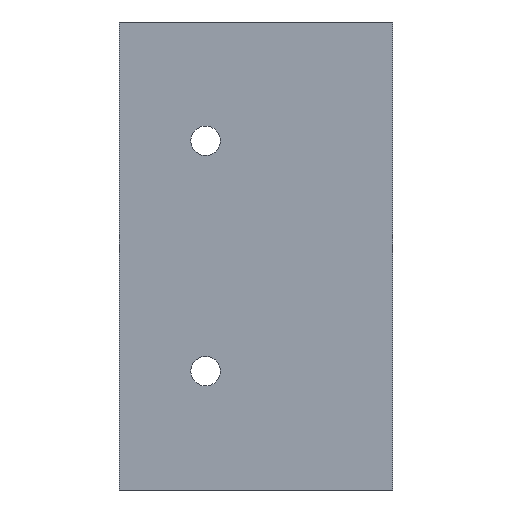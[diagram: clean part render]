
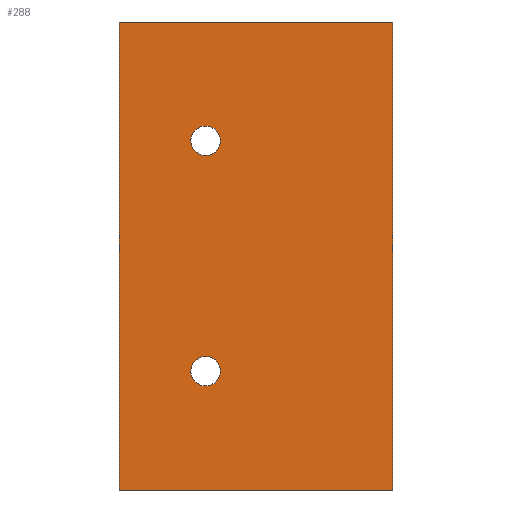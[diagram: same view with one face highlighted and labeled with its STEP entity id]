
A CAD part, front view. The second image highlights one B-rep face of the part: STEP entity #288.
In plain terms, the highlighted planar face has unit normal (0, -1, 0).
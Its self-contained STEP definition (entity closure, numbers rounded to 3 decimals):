
#2 = DIRECTION ( 'NONE',  ( 0., 0., -1. ) ) ;
#15 = EDGE_LOOP ( 'NONE', ( #999, #361 ) ) ;
#47 = VERTEX_POINT ( 'NONE', #605 ) ;
#90 = CARTESIAN_POINT ( 'NONE',  ( 6., -2., -21.225 ) ) ;
#94 = CIRCLE ( 'NONE', #937, 1.025 ) ;
#112 = VERTEX_POINT ( 'NONE', #821 ) ;
#155 = CARTESIAN_POINT ( 'NONE',  ( 0., -2., 2. ) ) ;
#157 = EDGE_CURVE ( 'NONE', #47, #875, #641, .T. ) ;
#165 = DIRECTION ( 'NONE',  ( 0., 0., -1. ) ) ;
#186 = VERTEX_POINT ( 'NONE', #555 ) ;
#187 = AXIS2_PLACEMENT_3D ( 'NONE', #745, #402, #986 ) ;
#194 = EDGE_CURVE ( 'NONE', #875, #47, #585, .T. ) ;
#232 = ORIENTED_EDGE ( 'NONE', *, *, #805, .T. ) ;
#234 = DIRECTION ( 'NONE',  ( 0., 0., 1. ) ) ;
#238 = CARTESIAN_POINT ( 'NONE',  ( 6., -2., -22.25 ) ) ;
#251 = CARTESIAN_POINT ( 'NONE',  ( 19., -2., 2. ) ) ;
#266 = ORIENTED_EDGE ( 'NONE', *, *, #346, .F. ) ;
#281 = AXIS2_PLACEMENT_3D ( 'NONE', #663, #1017, #234 ) ;
#284 = CARTESIAN_POINT ( 'NONE',  ( 17., -2., 2. ) ) ;
#288 = ADVANCED_FACE ( 'NONE', ( #673, #582, #996 ), #751, .F. ) ;
#302 = DIRECTION ( 'NONE',  ( 0., 0., 1. ) ) ;
#344 = CARTESIAN_POINT ( 'NONE',  ( 19., -2., 2. ) ) ;
#346 = EDGE_CURVE ( 'NONE', #944, #186, #1104, .T. ) ;
#355 = VERTEX_POINT ( 'NONE', #90 ) ;
#361 = ORIENTED_EDGE ( 'NONE', *, *, #157, .T. ) ;
#382 = DIRECTION ( 'NONE',  ( 0., 1., 0. ) ) ;
#388 = EDGE_LOOP ( 'NONE', ( #833, #572, #266, #232 ) ) ;
#398 = DIRECTION ( 'NONE',  ( 0., 0., 1. ) ) ;
#402 = DIRECTION ( 'NONE',  ( 0., 1., 0. ) ) ;
#404 = VECTOR ( 'NONE', #726, 1000. ) ;
#420 = LINE ( 'NONE', #831, #616 ) ;
#422 = EDGE_CURVE ( 'NONE', #992, #702, #683, .T. ) ;
#447 = EDGE_LOOP ( 'NONE', ( #776, #618 ) ) ;
#460 = CARTESIAN_POINT ( 'NONE',  ( 6., -2., -6.25 ) ) ;
#503 = CARTESIAN_POINT ( 'NONE',  ( 0., -2., -30.5 ) ) ;
#540 = VECTOR ( 'NONE', #2, 1000. ) ;
#552 = AXIS2_PLACEMENT_3D ( 'NONE', #908, #628, #398 ) ;
#555 = CARTESIAN_POINT ( 'NONE',  ( 19., -2., -30.5 ) ) ;
#572 = ORIENTED_EDGE ( 'NONE', *, *, #721, .F. ) ;
#581 = DIRECTION ( 'NONE',  ( 0., 1., 0. ) ) ;
#582 = FACE_BOUND ( 'NONE', #447, .T. ) ;
#585 = CIRCLE ( 'NONE', #552, 1.025 ) ;
#597 = CARTESIAN_POINT ( 'NONE',  ( 0., -2., 0. ) ) ;
#605 = CARTESIAN_POINT ( 'NONE',  ( 6., -2., -7.275 ) ) ;
#616 = VECTOR ( 'NONE', #1103, 1000. ) ;
#618 = ORIENTED_EDGE ( 'NONE', *, *, #756, .T. ) ;
#628 = DIRECTION ( 'NONE',  ( 0., 1., 0. ) ) ;
#638 = CARTESIAN_POINT ( 'NONE',  ( 6., -2., -5.225 ) ) ;
#641 = CIRCLE ( 'NONE', #840, 1.025 ) ;
#663 = CARTESIAN_POINT ( 'NONE',  ( 17., -2., 0. ) ) ;
#673 = FACE_BOUND ( 'NONE', #15, .T. ) ;
#683 = LINE ( 'NONE', #597, #540 ) ;
#702 = VERTEX_POINT ( 'NONE', #503 ) ;
#721 = EDGE_CURVE ( 'NONE', #186, #702, #420, .T. ) ;
#726 = DIRECTION ( 'NONE',  ( -1., 0., 0. ) ) ;
#742 = CIRCLE ( 'NONE', #187, 1.025 ) ;
#745 = CARTESIAN_POINT ( 'NONE',  ( 6., -2., -22.25 ) ) ;
#751 = PLANE ( 'NONE',  #281 ) ;
#756 = EDGE_CURVE ( 'NONE', #112, #355, #94, .T. ) ;
#776 = ORIENTED_EDGE ( 'NONE', *, *, #888, .T. ) ;
#795 = VECTOR ( 'NONE', #165, 1000. ) ;
#805 = EDGE_CURVE ( 'NONE', #944, #992, #1051, .T. ) ;
#821 = CARTESIAN_POINT ( 'NONE',  ( 6., -2., -23.275 ) ) ;
#825 = DIRECTION ( 'NONE',  ( 0., 0., 1. ) ) ;
#831 = CARTESIAN_POINT ( 'NONE',  ( 17., -2., -30.5 ) ) ;
#833 = ORIENTED_EDGE ( 'NONE', *, *, #422, .T. ) ;
#840 = AXIS2_PLACEMENT_3D ( 'NONE', #460, #382, #302 ) ;
#875 = VERTEX_POINT ( 'NONE', #638 ) ;
#888 = EDGE_CURVE ( 'NONE', #355, #112, #742, .T. ) ;
#908 = CARTESIAN_POINT ( 'NONE',  ( 6., -2., -6.25 ) ) ;
#937 = AXIS2_PLACEMENT_3D ( 'NONE', #238, #581, #825 ) ;
#944 = VERTEX_POINT ( 'NONE', #344 ) ;
#986 = DIRECTION ( 'NONE',  ( 0., 0., 1. ) ) ;
#992 = VERTEX_POINT ( 'NONE', #155 ) ;
#996 = FACE_OUTER_BOUND ( 'NONE', #388, .T. ) ;
#999 = ORIENTED_EDGE ( 'NONE', *, *, #194, .T. ) ;
#1017 = DIRECTION ( 'NONE',  ( 0., 1., 0. ) ) ;
#1051 = LINE ( 'NONE', #284, #404 ) ;
#1103 = DIRECTION ( 'NONE',  ( -1., 0., 0. ) ) ;
#1104 = LINE ( 'NONE', #251, #795 ) ;
